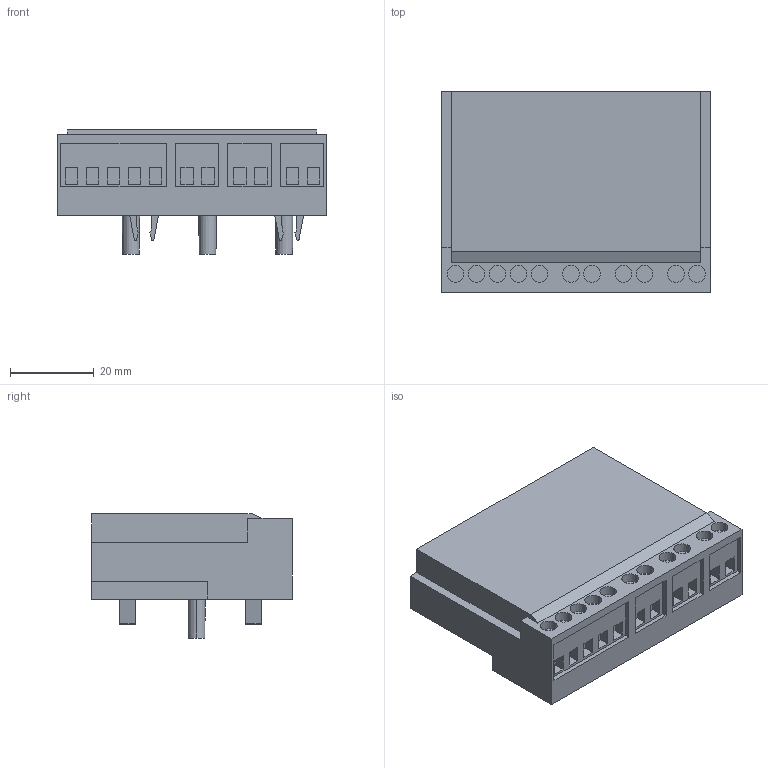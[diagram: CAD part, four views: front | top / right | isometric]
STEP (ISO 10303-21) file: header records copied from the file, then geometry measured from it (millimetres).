
FILE_DESCRIPTION (( 'STEP AP214' ), '1' );
FILE_NAME ('CFW320 IOAR.STEP', '2024-09-11T00:49:29', ( '' ), ( '' ), 'SwSTEP 2.0', 'SolidWorks 2021', '' );
FILE_SCHEMA (( 'AUTOMOTIVE_DESIGN' ));
Length unit declared in the file: inch
Products named in the file (1): CFW320 IOAR
Bounding box: 64 x 47.82 x 29.59 mm (x, y, z)
Volume: 58226.2 mm3; surface area: 12288.7 mm2
Topology: 1 solids, 1 shells, 206 faces, 501 edges, 334 vertices
Faces by surface type: plane 162, cylinder 22, bspline 16, cone 6
Entity records: 6049 total; most frequent: CARTESIAN_POINT 1250, ORIENTED_EDGE 1002, DIRECTION 907, EDGE_CURVE 501, LINE 413, VECTOR 413, VERTEX_POINT 334, AXIS2_PLACEMENT_3D 247
